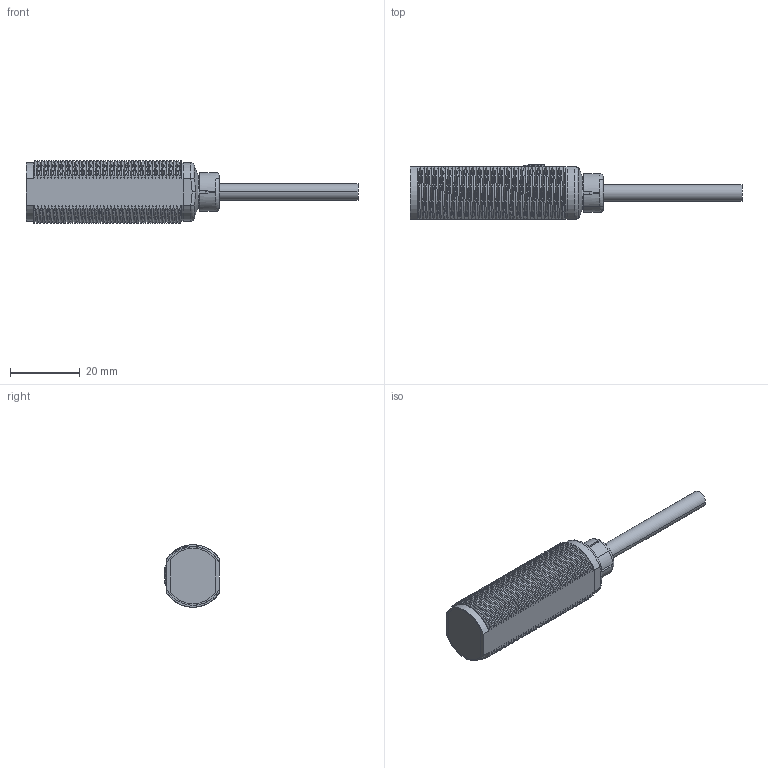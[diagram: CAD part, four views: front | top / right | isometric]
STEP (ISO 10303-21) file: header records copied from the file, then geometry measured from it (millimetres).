
FILE_DESCRIPTION((''),'2;1');
FILE_NAME('GLK18_CABLE_POTI','2011-08-05T',('XHMao'),(''),'PRO/ENGINEER BY PARAMETRIC TECHNOLOGY CORPORATION, 2006140','PRO/ENGINEER BY PARAMETRIC TECHNOLOGY CORPORATION, 2006140','');
FILE_SCHEMA(('CONFIG_CONTROL_DESIGN'));
Products named in the file (1): GLK18_CABLE_POTI
Bounding box: 95.52 x 15.6 x 18 mm (x, y, z)
Volume: 5583 mm3; surface area: 9393.4 mm2
Topology: 2 solids, 3 shells, 1080 faces, 3051 edges, 1981 vertices
Faces by surface type: plane 401, cylinder 306, bspline 263, cone 57, torus 38, extrusion 10, sphere 5
Entity records: 54724 total; most frequent: CARTESIAN_POINT 29441, ORIENTED_EDGE 6082, DIRECTION 4035, EDGE_CURVE 3041, VERTEX_POINT 1961, VECTOR 1389, LINE 1379, AXIS2_PLACEMENT_3D 1323
